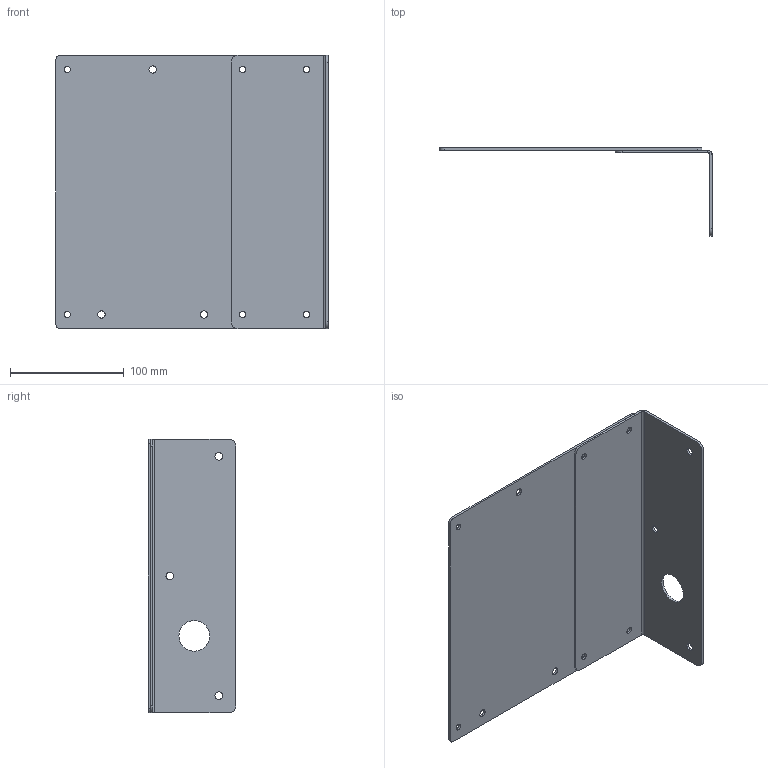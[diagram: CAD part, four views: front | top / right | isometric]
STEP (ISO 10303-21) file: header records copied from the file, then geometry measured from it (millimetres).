
FILE_DESCRIPTION((''),'2;1');
FILE_NAME('5500_CU_ASM','2024-03-18T14:09:43',('dfuhrer'),(''),'CREO PARAMETRIC BY PTC INC, 2022284','CREO PARAMETRIC BY PTC INC, 2022284','');
FILE_SCHEMA(('CONFIG_CONTROL_DESIGN','SHAPE_APPEARANCE_LAYERS_GROUPS'));
Length unit declared in the file: millimetre
Products named in the file (3): 104-6836; 104-6779; 5500_CU_ASM
Assembly tree (2 placements, depth 2):
  5500_CU_ASM
    104-6836
    104-6779
Bounding box: 239 x 76.98 x 240 mm (x, y, z)
Volume: 182063.5 mm3; surface area: 187666.8 mm2
Topology: 2 solids, 2 shells, 62 faces, 166 edges, 108 vertices
Faces by surface type: cylinder 44, plane 18
Entity records: 2162 total; most frequent: DIRECTION 388, CARTESIAN_POINT 341, ORIENTED_EDGE 332, EDGE_CURVE 166, AXIS2_PLACEMENT_3D 155, VERTEX_POINT 108, EDGE_LOOP 96, CIRCLE 88
